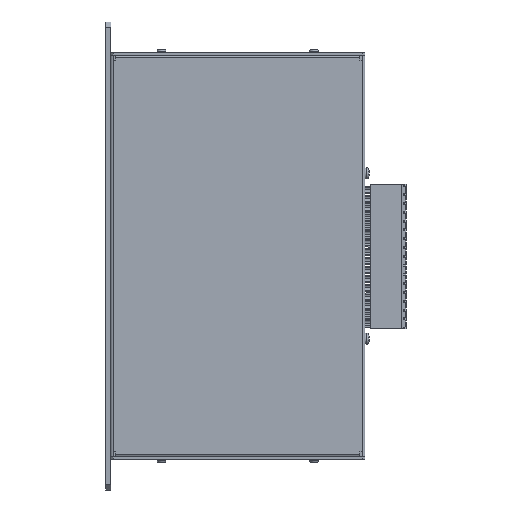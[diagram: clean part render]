
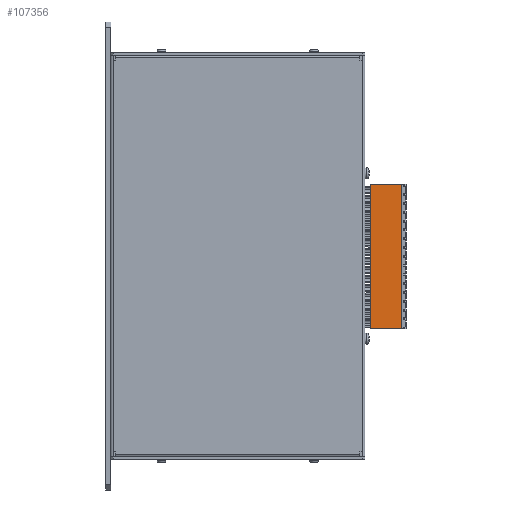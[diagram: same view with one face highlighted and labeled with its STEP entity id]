
A CAD part, front view. The second image highlights one B-rep face of the part: STEP entity #107356.
In plain terms, the highlighted planar face has unit normal (0, -1, 0).
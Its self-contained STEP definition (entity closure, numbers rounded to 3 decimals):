
#29792 = PLANE('',#29793);
#29793 = AXIS2_PLACEMENT_3D('',#29794,#29795,#29796);
#29794 = CARTESIAN_POINT('',(144.,-38.,106.2));
#29795 = DIRECTION('',(0.,0.,1.));
#29796 = DIRECTION('',(1.,0.,0.));
#29992 = PLANE('',#29993);
#29993 = AXIS2_PLACEMENT_3D('',#29994,#29995,#29996);
#29994 = CARTESIAN_POINT('',(144.,-38.,49.3));
#29995 = DIRECTION('',(0.,0.,1.));
#29996 = DIRECTION('',(1.,0.,0.));
#31999 = PLANE('',#32000);
#32000 = AXIS2_PLACEMENT_3D('',#32001,#32002,#32003);
#32001 = CARTESIAN_POINT('',(101.141,2.614,62.31));
#32002 = DIRECTION('',(-1.,0.,0.));
#32003 = DIRECTION('',(0.,1.,0.));
#32040 = EDGE_CURVE('',#32041,#32043,#32045,.T.);
#32041 = VERTEX_POINT('',#32042);
#32042 = CARTESIAN_POINT('',(113.541,2.614,106.2));
#32043 = VERTEX_POINT('',#32044);
#32044 = CARTESIAN_POINT('',(113.541,2.614,49.3));
#32045 = SURFACE_CURVE('',#32046,(#32050,#32062),.PCURVE_S1.);
#32046 = LINE('',#32047,#32048);
#32047 = CARTESIAN_POINT('',(113.541,2.614,65.81));
#32048 = VECTOR('',#32049,1.);
#32049 = DIRECTION('',(0.,0.,-1.));
#32050 = PCURVE('',#32051,#32056);
#32051 = CYLINDRICAL_SURFACE('',#32052,0.3);
#32052 = AXIS2_PLACEMENT_3D('',#32053,#32054,#32055);
#32053 = CARTESIAN_POINT('',(113.541,2.914,104.));
#32054 = DIRECTION('',(0.,0.,1.));
#32055 = DIRECTION('',(1.,0.,0.));
#32056 = DEFINITIONAL_REPRESENTATION('',(#32057),#32061);
#32057 = LINE('',#32058,#32059);
#32058 = CARTESIAN_POINT('',(4.712,-38.19));
#32059 = VECTOR('',#32060,1.);
#32060 = DIRECTION('',(0.,-1.));
#32061 = ( GEOMETRIC_REPRESENTATION_CONTEXT(2) 
PARAMETRIC_REPRESENTATION_CONTEXT() REPRESENTATION_CONTEXT('2D SPACE',''
  ) );
#32062 = PCURVE('',#32063,#32068);
#32063 = PLANE('',#32064);
#32064 = AXIS2_PLACEMENT_3D('',#32065,#32066,#32067);
#32065 = CARTESIAN_POINT('',(101.141,2.614,58.5));
#32066 = DIRECTION('',(0.,-1.,0.));
#32067 = DIRECTION('',(-1.,0.,0.));
#32068 = DEFINITIONAL_REPRESENTATION('',(#32069),#32073);
#32069 = LINE('',#32070,#32071);
#32070 = CARTESIAN_POINT('',(-12.4,-7.31));
#32071 = VECTOR('',#32072,1.);
#32072 = DIRECTION('',(0.,1.));
#32073 = ( GEOMETRIC_REPRESENTATION_CONTEXT(2) 
PARAMETRIC_REPRESENTATION_CONTEXT() REPRESENTATION_CONTEXT('2D SPACE',''
  ) );
#107356 = ADVANCED_FACE('',(#107357),#32063,.T.);
#107357 = FACE_BOUND('',#107358,.T.);
#107358 = EDGE_LOOP('',(#107359,#107360,#107383,#107406));
#107359 = ORIENTED_EDGE('',*,*,#32040,.F.);
#107360 = ORIENTED_EDGE('',*,*,#107361,.F.);
#107361 = EDGE_CURVE('',#107362,#32041,#107364,.T.);
#107362 = VERTEX_POINT('',#107363);
#107363 = CARTESIAN_POINT('',(101.141,2.614,106.2));
#107364 = SURFACE_CURVE('',#107365,(#107369,#107376),.PCURVE_S1.);
#107365 = LINE('',#107366,#107367);
#107366 = CARTESIAN_POINT('',(144.,2.614,106.2));
#107367 = VECTOR('',#107368,1.);
#107368 = DIRECTION('',(1.,0.,0.));
#107369 = PCURVE('',#32063,#107370);
#107370 = DEFINITIONAL_REPRESENTATION('',(#107371),#107375);
#107371 = LINE('',#107372,#107373);
#107372 = CARTESIAN_POINT('',(-42.859,-47.7));
#107373 = VECTOR('',#107374,1.);
#107374 = DIRECTION('',(-1.,-0.));
#107375 = ( GEOMETRIC_REPRESENTATION_CONTEXT(2) 
PARAMETRIC_REPRESENTATION_CONTEXT() REPRESENTATION_CONTEXT('2D SPACE',''
  ) );
#107376 = PCURVE('',#29792,#107377);
#107377 = DEFINITIONAL_REPRESENTATION('',(#107378),#107382);
#107378 = LINE('',#107379,#107380);
#107379 = CARTESIAN_POINT('',(0.,40.614));
#107380 = VECTOR('',#107381,1.);
#107381 = DIRECTION('',(1.,0.));
#107382 = ( GEOMETRIC_REPRESENTATION_CONTEXT(2) 
PARAMETRIC_REPRESENTATION_CONTEXT() REPRESENTATION_CONTEXT('2D SPACE',''
  ) );
#107383 = ORIENTED_EDGE('',*,*,#107384,.F.);
#107384 = EDGE_CURVE('',#107385,#107362,#107387,.T.);
#107385 = VERTEX_POINT('',#107386);
#107386 = CARTESIAN_POINT('',(101.141,2.614,49.3));
#107387 = SURFACE_CURVE('',#107388,(#107392,#107399),.PCURVE_S1.);
#107388 = LINE('',#107389,#107390);
#107389 = CARTESIAN_POINT('',(101.141,2.614,55.31));
#107390 = VECTOR('',#107391,1.);
#107391 = DIRECTION('',(0.,0.,1.));
#107392 = PCURVE('',#32063,#107393);
#107393 = DEFINITIONAL_REPRESENTATION('',(#107394),#107398);
#107394 = LINE('',#107395,#107396);
#107395 = CARTESIAN_POINT('',(0.,3.19));
#107396 = VECTOR('',#107397,1.);
#107397 = DIRECTION('',(0.,-1.));
#107398 = ( GEOMETRIC_REPRESENTATION_CONTEXT(2) 
PARAMETRIC_REPRESENTATION_CONTEXT() REPRESENTATION_CONTEXT('2D SPACE',''
  ) );
#107399 = PCURVE('',#31999,#107400);
#107400 = DEFINITIONAL_REPRESENTATION('',(#107401),#107405);
#107401 = LINE('',#107402,#107403);
#107402 = CARTESIAN_POINT('',(0.,7.));
#107403 = VECTOR('',#107404,1.);
#107404 = DIRECTION('',(0.,-1.));
#107405 = ( GEOMETRIC_REPRESENTATION_CONTEXT(2) 
PARAMETRIC_REPRESENTATION_CONTEXT() REPRESENTATION_CONTEXT('2D SPACE',''
  ) );
#107406 = ORIENTED_EDGE('',*,*,#107407,.F.);
#107407 = EDGE_CURVE('',#32043,#107385,#107408,.T.);
#107408 = SURFACE_CURVE('',#107409,(#107413,#107420),.PCURVE_S1.);
#107409 = LINE('',#107410,#107411);
#107410 = CARTESIAN_POINT('',(144.,2.614,49.3));
#107411 = VECTOR('',#107412,1.);
#107412 = DIRECTION('',(-1.,0.,0.));
#107413 = PCURVE('',#32063,#107414);
#107414 = DEFINITIONAL_REPRESENTATION('',(#107415),#107419);
#107415 = LINE('',#107416,#107417);
#107416 = CARTESIAN_POINT('',(-42.859,9.2));
#107417 = VECTOR('',#107418,1.);
#107418 = DIRECTION('',(1.,0.));
#107419 = ( GEOMETRIC_REPRESENTATION_CONTEXT(2) 
PARAMETRIC_REPRESENTATION_CONTEXT() REPRESENTATION_CONTEXT('2D SPACE',''
  ) );
#107420 = PCURVE('',#29992,#107421);
#107421 = DEFINITIONAL_REPRESENTATION('',(#107422),#107426);
#107422 = LINE('',#107423,#107424);
#107423 = CARTESIAN_POINT('',(0.,40.614));
#107424 = VECTOR('',#107425,1.);
#107425 = DIRECTION('',(-1.,0.));
#107426 = ( GEOMETRIC_REPRESENTATION_CONTEXT(2) 
PARAMETRIC_REPRESENTATION_CONTEXT() REPRESENTATION_CONTEXT('2D SPACE',''
  ) );
